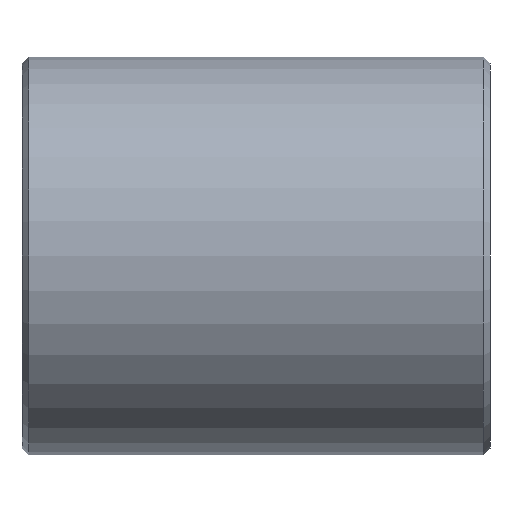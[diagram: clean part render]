
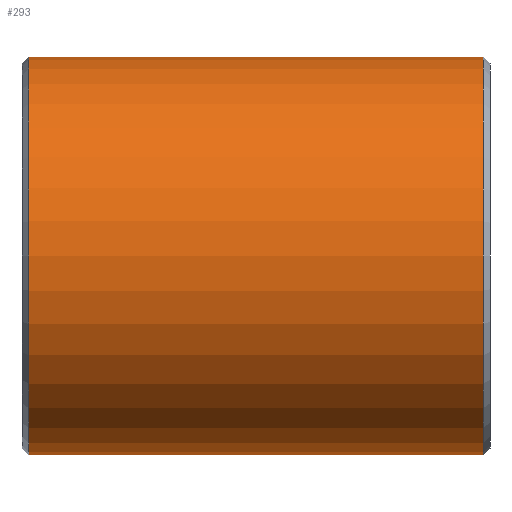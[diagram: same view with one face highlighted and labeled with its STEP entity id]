
A CAD part, left-side view. The second image highlights one B-rep face of the part: STEP entity #293.
In plain terms, the highlighted cylindrical face has radius 2.975 mm (diameter 5.95 mm), a partial arc.
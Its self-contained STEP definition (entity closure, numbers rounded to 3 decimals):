
#4 = CYLINDRICAL_SURFACE ( 'NONE', #430, 2.975 ) ;
#10 = CIRCLE ( 'NONE', #356, 2.975 ) ;
#12 = EDGE_CURVE ( 'NONE', #280, #100, #303, .T. ) ;
#37 = DIRECTION ( 'NONE',  ( 0., 0., -1. ) ) ;
#51 = AXIS2_PLACEMENT_3D ( 'NONE', #266, #335, #134 ) ;
#59 = VECTOR ( 'NONE', #147, 1000. ) ;
#100 = VERTEX_POINT ( 'NONE', #108 ) ;
#108 = CARTESIAN_POINT ( 'NONE',  ( 0., -3.4, 2.975 ) ) ;
#134 = DIRECTION ( 'NONE',  ( 0., 0., 1. ) ) ;
#142 = DIRECTION ( 'NONE',  ( 0., 0., 1. ) ) ;
#147 = DIRECTION ( 'NONE',  ( 0., -1., 0. ) ) ;
#156 = EDGE_CURVE ( 'NONE', #388, #100, #406, .T. ) ;
#164 = VECTOR ( 'NONE', #285, 1000. ) ;
#191 = ORIENTED_EDGE ( 'NONE', *, *, #288, .T. ) ;
#194 = CARTESIAN_POINT ( 'NONE',  ( 0., 3.4, 2.975 ) ) ;
#204 = ORIENTED_EDGE ( 'NONE', *, *, #156, .F. ) ;
#217 = EDGE_CURVE ( 'NONE', #388, #232, #10, .T. ) ;
#221 = ORIENTED_EDGE ( 'NONE', *, *, #12, .T. ) ;
#223 = CARTESIAN_POINT ( 'NONE',  ( 0., 3.5, 0. ) ) ;
#232 = VERTEX_POINT ( 'NONE', #245 ) ;
#245 = CARTESIAN_POINT ( 'NONE',  ( 0., 3.4, -2.975 ) ) ;
#260 = ORIENTED_EDGE ( 'NONE', *, *, #217, .T. ) ;
#266 = CARTESIAN_POINT ( 'NONE',  ( 0., -3.4, 0. ) ) ;
#274 = DIRECTION ( 'NONE',  ( 0., -1., 0. ) ) ;
#280 = VERTEX_POINT ( 'NONE', #355 ) ;
#285 = DIRECTION ( 'NONE',  ( 0., -1., 0. ) ) ;
#288 = EDGE_CURVE ( 'NONE', #232, #280, #384, .T. ) ;
#293 = ADVANCED_FACE ( 'NONE', ( #346 ), #4, .T. ) ;
#303 = CIRCLE ( 'NONE', #51, 2.975 ) ;
#307 = CARTESIAN_POINT ( 'NONE',  ( 0., 3.5, 2.975 ) ) ;
#317 = CARTESIAN_POINT ( 'NONE',  ( 0., 3.5, -2.975 ) ) ;
#335 = DIRECTION ( 'NONE',  ( 0., 1., 0. ) ) ;
#346 = FACE_OUTER_BOUND ( 'NONE', #443, .T. ) ;
#351 = DIRECTION ( 'NONE',  ( 0., -1., 0. ) ) ;
#355 = CARTESIAN_POINT ( 'NONE',  ( 0., -3.4, -2.975 ) ) ;
#356 = AXIS2_PLACEMENT_3D ( 'NONE', #421, #274, #142 ) ;
#384 = LINE ( 'NONE', #317, #164 ) ;
#388 = VERTEX_POINT ( 'NONE', #194 ) ;
#406 = LINE ( 'NONE', #307, #59 ) ;
#421 = CARTESIAN_POINT ( 'NONE',  ( 0., 3.4, 0. ) ) ;
#430 = AXIS2_PLACEMENT_3D ( 'NONE', #223, #351, #37 ) ;
#443 = EDGE_LOOP ( 'NONE', ( #204, #260, #191, #221 ) ) ;
